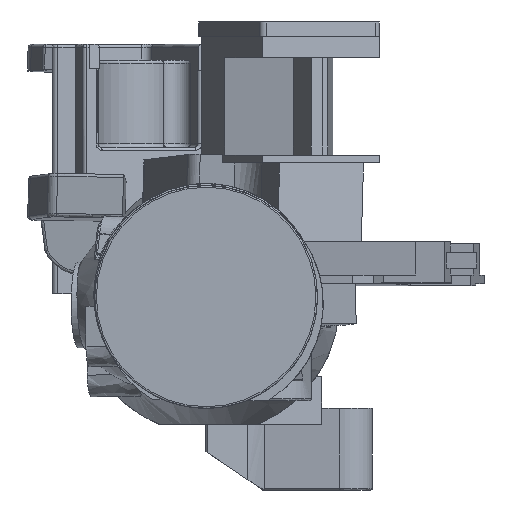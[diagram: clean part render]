
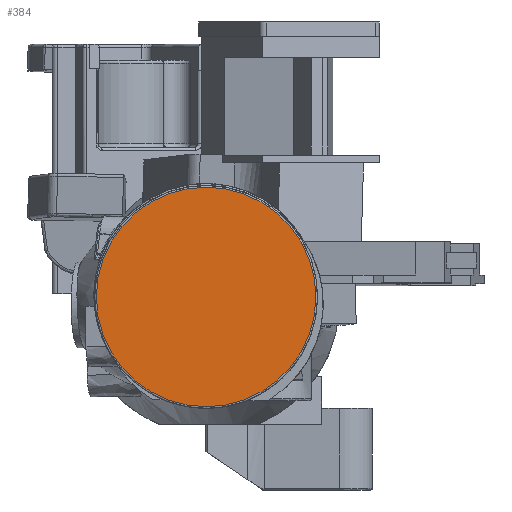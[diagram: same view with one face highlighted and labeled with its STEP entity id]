
A CAD part, left-side view. The second image highlights one B-rep face of the part: STEP entity #384.
In plain terms, the highlighted free-form (B-spline) face has degree [1, 1] with [2, 2] control points.
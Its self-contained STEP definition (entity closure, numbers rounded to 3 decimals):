
#384=ADVANCED_FACE('',(#1118),#1119,.F.);
#1118=FACE_OUTER_BOUND('',#7036,.T.);
#1119=B_SPLINE_SURFACE_WITH_KNOTS('',1,1,((#7037,#7038),(#7039,#7040)),.UNSPECIFIED.,.F.,.F.,.F.,(2,2),(2,2),(0.0,1.0),(0.0,1.0),.UNSPECIFIED.);
#7036=EDGE_LOOP('',(#9624));
#7037=CARTESIAN_POINT('',(-2.7,-0.038,1.356));
#7038=CARTESIAN_POINT('',(-2.7,1.365,1.356));
#7039=CARTESIAN_POINT('',(-2.7,-0.038,-0.048));
#7040=CARTESIAN_POINT('',(-2.7,1.365,-0.048));
#9624=ORIENTED_EDGE('',*,*,#10769,.T.);
#10769=EDGE_CURVE('',#12371,#12371,#12372,.F.);
#12371=VERTEX_POINT('',#16044);
#12372=CIRCLE('',#16045,0.693);
#16044=CARTESIAN_POINT('',(-2.7,0.663,-0.039));
#16045=AXIS2_PLACEMENT_3D('',#17583,#17584,#17585);
#17583=CARTESIAN_POINT('',(-2.7,0.663,0.654));
#17584=DIRECTION('',(1.0,0.0,0.0));
#17585=DIRECTION('',(0.0,0.0,-1.0));
